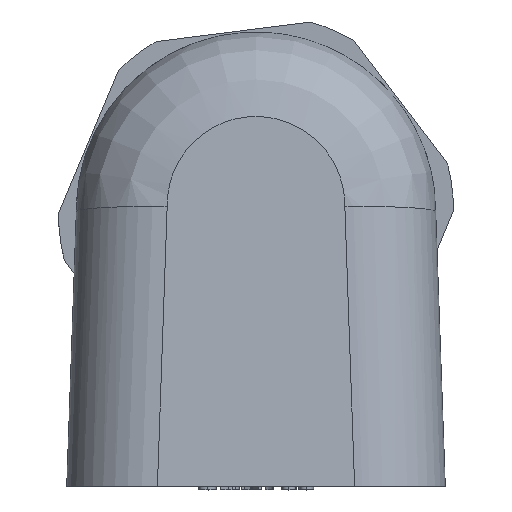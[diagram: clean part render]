
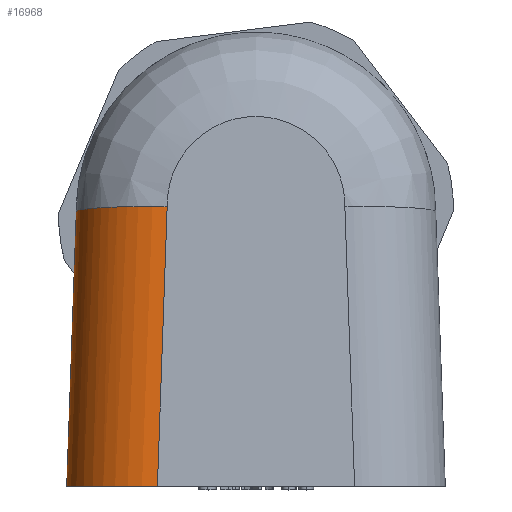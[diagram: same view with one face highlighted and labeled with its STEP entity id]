
A CAD part, top view. The second image highlights one B-rep face of the part: STEP entity #16968.
In plain terms, the highlighted cylindrical face has radius 6 mm (diameter 12 mm), a partial arc.
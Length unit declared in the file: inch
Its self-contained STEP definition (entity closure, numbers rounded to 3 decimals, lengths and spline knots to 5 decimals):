
#1471 = CARTESIAN_POINT ( 'NONE',  ( -0.46712, -0.46514, -0.01088 ) ) ;
#1790 = B_SPLINE_CURVE_WITH_KNOTS ( 'NONE', 3,
 ( #17604, #20076, #6125, #20370, #3682, #8400, #17808, #22525, #1471, #8698 ),
 .UNSPECIFIED., .F., .F.,
 ( 4, 2, 2, 2, 4 ),
 ( 0., 0.25, 0.5, 0.75, 1. ),
 .UNSPECIFIED. ) ;
#1883 =( BOUNDED_CURVE ( )  B_SPLINE_CURVE ( 3, ( #4961, #26610, #22249, #8026 ),
 .UNSPECIFIED., .F., .F. ) 
 B_SPLINE_CURVE_WITH_KNOTS ( ( 4, 4 ),
 ( 2.67965, 4.24801 ),
 .UNSPECIFIED. ) 
 CURVE ( )  GEOMETRIC_REPRESENTATION_ITEM ( )  RATIONAL_B_SPLINE_CURVE ( ( 1., 0.805, 0.805, 1. ) ) 
 REPRESENTATION_ITEM ( '' )  );
#3673 = LINE ( 'NONE', #9931, #28557 ) ;
#3682 = CARTESIAN_POINT ( 'NONE',  ( -0.37977, -0.45566, 0.14504 ) ) ;
#4961 = CARTESIAN_POINT ( 'NONE',  ( -0.25634, -1.1811, 0.24606 ) ) ;
#6125 = CARTESIAN_POINT ( 'NONE',  ( -0.29547, -0.45386, 0.18841 ) ) ;
#7972 = ORIENTED_EDGE ( 'NONE', *, *, #21502, .T. ) ;
#8026 = CARTESIAN_POINT ( 'NONE',  ( -0.49213, -1.1811, 0.00984 ) ) ;
#8400 = CARTESIAN_POINT ( 'NONE',  ( -0.42259, -0.45808, 0.10061 ) ) ;
#8698 = CARTESIAN_POINT ( 'NONE',  ( -0.46719, -0.46718, -0.04008 ) ) ;
#9425 = VERTEX_POINT ( 'NONE', #30256 ) ;
#9931 = CARTESIAN_POINT ( 'NONE',  ( -0.24728, -0.92169, 0.22792 ) ) ;
#10206 = DIRECTION ( 'NONE',  ( 0.035, 0.997, -0.07 ) ) ;
#11677 = VERTEX_POINT ( 'NONE', #20315 ) ;
#12256 = DIRECTION ( 'NONE',  ( 0.035, 0.997, -0.07 ) ) ;
#13319 = CARTESIAN_POINT ( 'NONE',  ( -0.46719, -0.46718, -0.04008 ) ) ;
#14626 = EDGE_CURVE ( 'NONE', #25200, #29274, #26649, .T. ) ;
#16855 = CARTESIAN_POINT ( 'NONE',  ( -0.49213, -1.1811, 0.00984 ) ) ;
#16968 = ADVANCED_FACE ( 'NONE', ( #24677 ), #24295, .T. ) ;
#17604 = CARTESIAN_POINT ( 'NONE',  ( -0.23095, -0.45412, 0.19523 ) ) ;
#17808 = CARTESIAN_POINT ( 'NONE',  ( -0.43928, -0.45963, 0.07448 ) ) ;
#18609 = AXIS2_PLACEMENT_3D ( 'NONE', #24209, #10206, #29084 ) ;
#19648 = EDGE_CURVE ( 'NONE', #9425, #25200, #1883, .T. ) ;
#20076 = CARTESIAN_POINT ( 'NONE',  ( -0.26344, -0.4538, 0.1952 ) ) ;
#20315 = CARTESIAN_POINT ( 'NONE',  ( -0.23095, -0.45412, 0.19523 ) ) ;
#20370 = CARTESIAN_POINT ( 'NONE',  ( -0.35364, -0.45479, 0.16332 ) ) ;
#21185 = VECTOR ( 'NONE', #24025, 39.37008 ) ;
#21502 = EDGE_CURVE ( 'NONE', #11677, #29274, #1790, .T. ) ;
#22249 = CARTESIAN_POINT ( 'NONE',  ( -0.49213, -1.1811, 0.14829 ) ) ;
#22498 = ORIENTED_EDGE ( 'NONE', *, *, #14626, .F. ) ;
#22525 = CARTESIAN_POINT ( 'NONE',  ( -0.46154, -0.46316, 0.01873 ) ) ;
#22534 = EDGE_LOOP ( 'NONE', ( #7972, #22498, #29766, #26751 ) ) ;
#24025 = DIRECTION ( 'NONE',  ( 0.035, 0.997, -0.07 ) ) ;
#24209 = CARTESIAN_POINT ( 'NONE',  ( -0.24728, -0.93817, -0.00772 ) ) ;
#24295 = CYLINDRICAL_SURFACE ( 'NONE', #18609, 0.23622 ) ;
#24478 = CARTESIAN_POINT ( 'NONE',  ( -0.49213, -1.1811, 0.00984 ) ) ;
#24677 = FACE_OUTER_BOUND ( 'NONE', #22534, .T. ) ;
#25200 = VERTEX_POINT ( 'NONE', #24478 ) ;
#26610 = CARTESIAN_POINT ( 'NONE',  ( -0.39453, -1.1811, 0.24606 ) ) ;
#26649 = LINE ( 'NONE', #16855, #21185 ) ;
#26751 = ORIENTED_EDGE ( 'NONE', *, *, #28989, .T. ) ;
#28557 = VECTOR ( 'NONE', #12256, 39.37008 ) ;
#28989 = EDGE_CURVE ( 'NONE', #9425, #11677, #3673, .T. ) ;
#29084 = DIRECTION ( 'NONE',  ( 0., 0.07, 0.998 ) ) ;
#29274 = VERTEX_POINT ( 'NONE', #13319 ) ;
#29766 = ORIENTED_EDGE ( 'NONE', *, *, #19648, .F. ) ;
#30256 = CARTESIAN_POINT ( 'NONE',  ( -0.25634, -1.1811, 0.24606 ) ) ;
